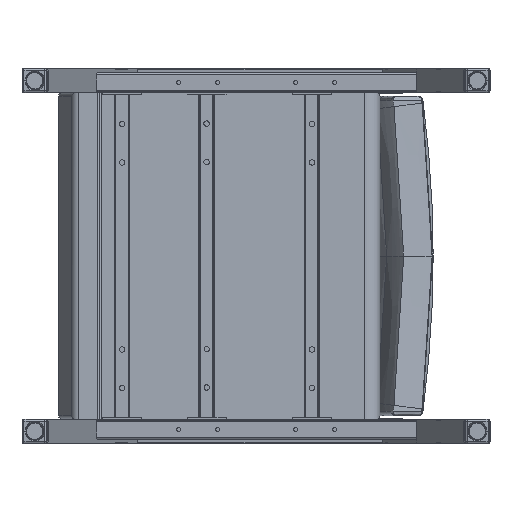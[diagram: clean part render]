
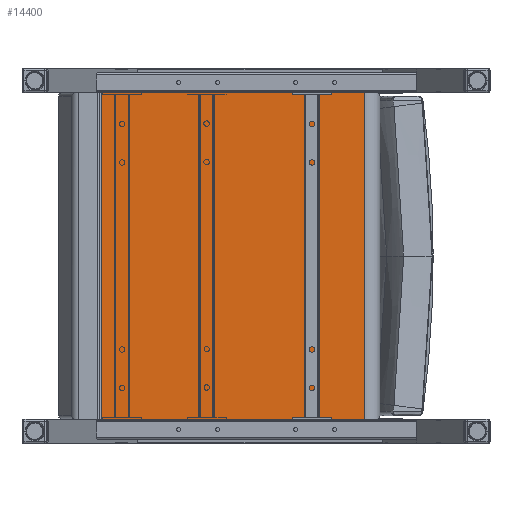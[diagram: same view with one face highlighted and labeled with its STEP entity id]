
A CAD part, front view. The second image highlights one B-rep face of the part: STEP entity #14400.
In plain terms, the highlighted planar face has unit normal (0, -1, 0).
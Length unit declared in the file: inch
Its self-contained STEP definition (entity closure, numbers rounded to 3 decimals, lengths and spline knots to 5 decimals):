
#1348=PLANE('',#15681);
#1653=LINE('',#23981,#2475);
#1654=LINE('',#23985,#2476);
#1655=LINE('',#23989,#2477);
#1656=LINE('',#23990,#2478);
#2475=VECTOR('',#17589,0.3937);
#2476=VECTOR('',#17594,0.3937);
#2477=VECTOR('',#17599,0.3937);
#2478=VECTOR('',#17600,0.3937);
#3576=FACE_OUTER_BOUND('',#4600,.T.);
#4600=EDGE_LOOP('',(#10371,#10372,#10373,#10374));
#6511=VERTEX_POINT('',#23978);
#6512=VERTEX_POINT('',#23980);
#6513=VERTEX_POINT('',#23984);
#6514=VERTEX_POINT('',#23988);
#7896=EDGE_CURVE('',#6511,#6512,#1653,.T.);
#7898=EDGE_CURVE('',#6513,#6512,#1654,.T.);
#7900=EDGE_CURVE('',#6513,#6514,#1655,.T.);
#7901=EDGE_CURVE('',#6514,#6511,#1656,.T.);
#10371=ORIENTED_EDGE('',*,*,#7900,.F.);
#10372=ORIENTED_EDGE('',*,*,#7898,.T.);
#10373=ORIENTED_EDGE('',*,*,#7896,.F.);
#10374=ORIENTED_EDGE('',*,*,#7901,.F.);
#14400=ADVANCED_FACE('',(#3576),#1348,.T.);
#15681=AXIS2_PLACEMENT_3D('',#23987,#17597,#17598);
#17589=DIRECTION('',(1.,0.,0.));
#17594=DIRECTION('',(0.,0.,1.));
#17597=DIRECTION('center_axis',(0.,-1.,0.));
#17598=DIRECTION('ref_axis',(1.,0.,0.));
#17599=DIRECTION('',(-1.,0.,0.));
#17600=DIRECTION('',(0.,0.,1.));
#23978=CARTESIAN_POINT('',(-12.08332,0.79731,21.));
#23980=CARTESIAN_POINT('',(4.79085,0.79731,21.));
#23981=CARTESIAN_POINT('',(4.79085,0.79731,21.));
#23984=CARTESIAN_POINT('',(4.79085,0.79731,0.));
#23985=CARTESIAN_POINT('',(4.79085,0.79731,0.));
#23987=CARTESIAN_POINT('Origin',(-12.08332,0.79731,0.));
#23988=CARTESIAN_POINT('',(-12.08332,0.79731,0.));
#23989=CARTESIAN_POINT('',(4.79085,0.79731,0.));
#23990=CARTESIAN_POINT('',(-12.08332,0.79731,0.));
